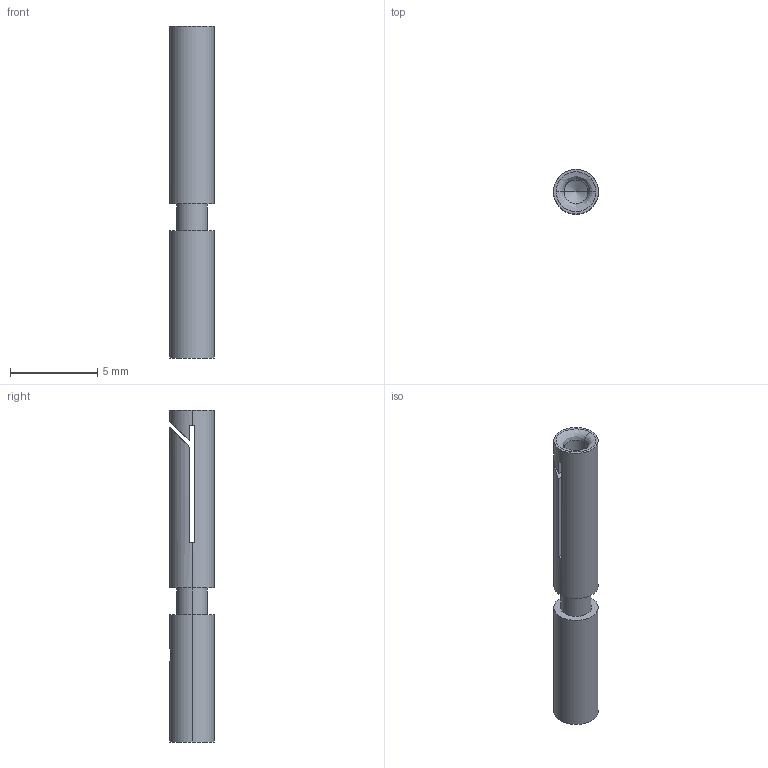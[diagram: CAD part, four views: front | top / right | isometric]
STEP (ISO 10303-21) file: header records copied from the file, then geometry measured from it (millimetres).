
FILE_DESCRIPTION (( 'STEP AP214' ), '1' );
FILE_NAME ('360-CRBC-1.3.STEP', '2018-04-24T13:40:25', ( 'allectra' ), ( 'Microsoft' ), 'SwSTEP 2.0', 'SolidWorks 2014', '' );
FILE_SCHEMA (( 'AUTOMOTIVE_DESIGN' ));
Length unit declared in the file: millimetre
Products named in the file (1): 360-CRBC-1.3
Bounding box: 2.57 x 2.57 x 19.05 mm (x, y, z)
Volume: 65 mm3; surface area: 244.8 mm2
Topology: 1 solids, 1 shells, 38 faces, 100 edges, 62 vertices
Faces by surface type: plane 16, cylinder 14, cone 6, bspline 2
Entity records: 1306 total; most frequent: CARTESIAN_POINT 341, DIRECTION 200, ORIENTED_EDGE 192, EDGE_CURVE 96, AXIS2_PLACEMENT_3D 77, VERTEX_POINT 62, VECTOR 46, LINE 46
